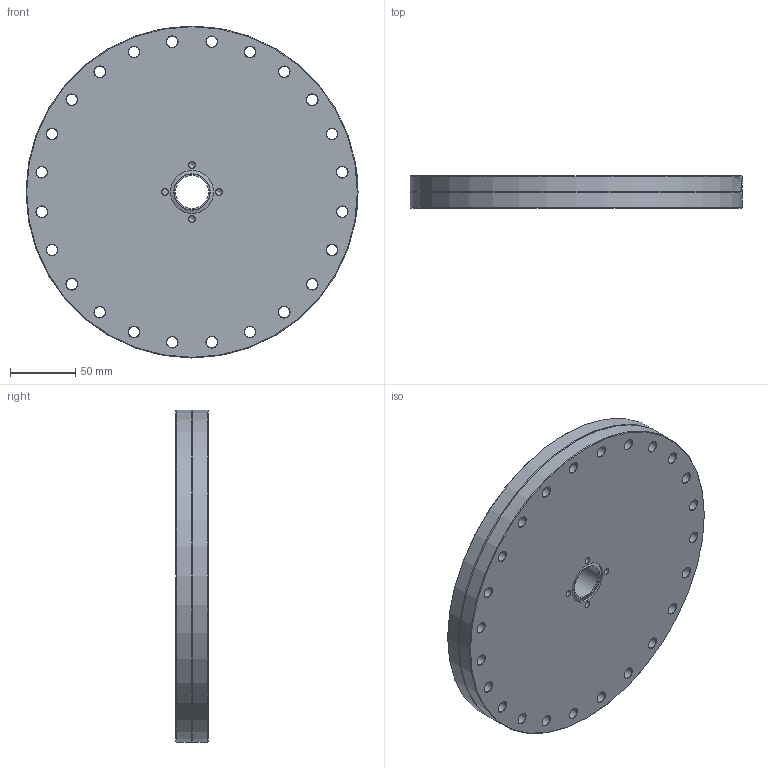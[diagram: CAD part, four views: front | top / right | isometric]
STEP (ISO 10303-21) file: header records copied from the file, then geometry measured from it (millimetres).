
FILE_DESCRIPTION(/* description */ (''),/* implementation_level */ '2;1');
FILE_NAME(/* name */ 'FL-Z200-25.stp',/* time_stamp */ '2023-10-25T11:14:11+01:00',/* author */ ('PaulJarvis'),/* organization */ (''),/* preprocessor_version */ 'ST-DEVELOPER v19.2',/* originating_system */ 'Autodesk Inventor 2023',/* authorisation */ '');
FILE_SCHEMA (('AUTOMOTIVE_DESIGN { 1 0 10303 214 3 1 1 }'));
Length unit declared in the file: millimetre
Products named in the file (1): FL-Z200-25
Bounding box: 254 x 24.6 x 254 mm (x, y, z)
Volume: 1154623.1 mm3; surface area: 136831.2 mm2
Topology: 1 solids, 1 shells, 191 faces, 511 edges, 330 vertices
Faces by surface type: cone 59, bspline 53, cylinder 43, plane 35, torus 1
Full cylindrical faces by diameter (mm): 4.917 x4, 8.4 x24, 25.4 x1, 33.02 x1, 222.2 x1, 254 x2
Entity records: 18756 total; most frequent: CARTESIAN_POINT 14151, ORIENTED_EDGE 1014, DIRECTION 811, EDGE_CURVE 507, VERTEX_POINT 330, AXIS2_PLACEMENT_3D 310, EDGE_LOOP 253, FACE_OUTER_BOUND 191
